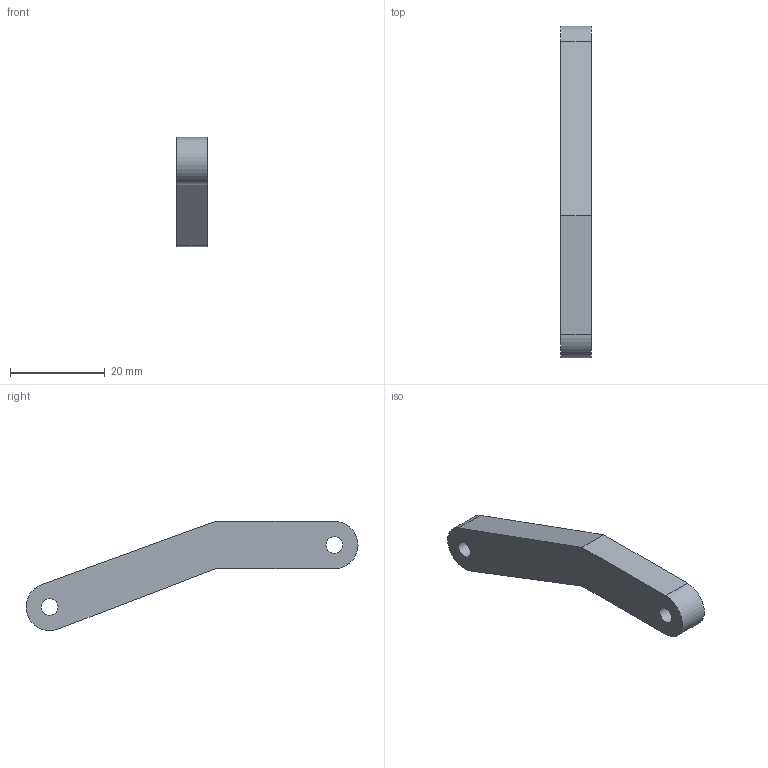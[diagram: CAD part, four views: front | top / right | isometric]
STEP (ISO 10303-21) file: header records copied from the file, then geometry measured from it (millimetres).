
FILE_DESCRIPTION(/* description */ (''),/* implementation_level */ '2;1');
FILE_NAME(/* name */ 'servohorn v8.step',/* time_stamp */ '2020-12-14T21:05:50-08:00',/* author */ (''),/* organization */ (''),/* preprocessor_version */ 'ST-DEVELOPER v18.1',/* originating_system */ 'Autodesk Translation Framework v9.7.1.1290',/* authorisation */ '');
FILE_SCHEMA (('AUTOMOTIVE_DESIGN { 1 0 10303 214 3 1 1 }'));
Length unit declared in the file: millimetre
Products named in the file (1): servohorn
Bounding box: 6.5 x 70 x 23.06 mm (x, y, z)
Volume: 4237.1 mm3; surface area: 2590.6 mm2
Topology: 1 solids, 1 shells, 63 faces, 177 edges, 118 vertices
Faces by surface type: plane 58, cylinder 5
Full cylindrical faces by diameter (mm): 3.5 x2, 6 x1
Entity records: 2042 total; most frequent: CARTESIAN_POINT 359, ORIENTED_EDGE 354, DIRECTION 315, EDGE_CURVE 177, LINE 167, VECTOR 167, VERTEX_POINT 118, AXIS2_PLACEMENT_3D 74
